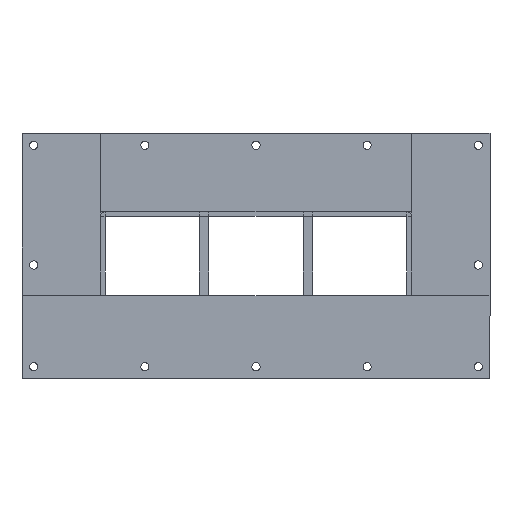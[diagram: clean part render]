
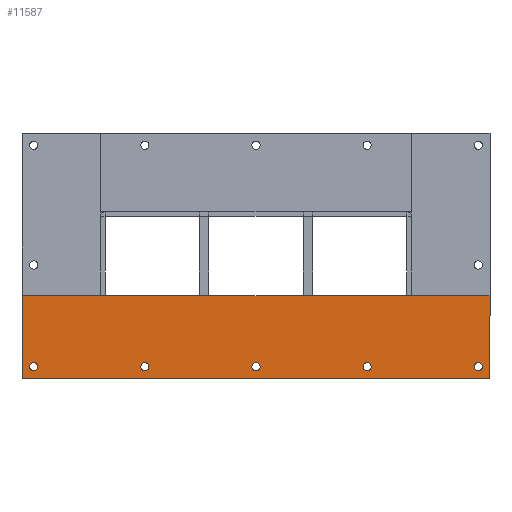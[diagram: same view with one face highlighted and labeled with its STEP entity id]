
A CAD part, left-side view. The second image highlights one B-rep face of the part: STEP entity #11587.
In plain terms, the highlighted planar face has unit normal (-1, 0, 0).
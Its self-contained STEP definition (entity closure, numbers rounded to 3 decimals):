
#901=LINE('',#18417,#1595);
#919=LINE('',#18452,#1613);
#970=LINE('',#18832,#1664);
#971=LINE('',#18834,#1665);
#972=LINE('',#18836,#1666);
#973=LINE('',#18837,#1667);
#974=LINE('',#18838,#1668);
#975=LINE('',#18840,#1669);
#976=LINE('',#18842,#1670);
#977=LINE('',#18843,#1671);
#1595=VECTOR('',#14683,10.);
#1613=VECTOR('',#14715,10.);
#1664=VECTOR('',#14964,10.);
#1665=VECTOR('',#14965,10.);
#1666=VECTOR('',#14966,10.);
#1667=VECTOR('',#14967,10.);
#1668=VECTOR('',#14968,10.);
#1669=VECTOR('',#14969,10.);
#1670=VECTOR('',#14970,10.);
#1671=VECTOR('',#14971,10.);
#2152=FACE_BOUND('',#3492,.T.);
#2153=FACE_BOUND('',#3493,.T.);
#2154=FACE_BOUND('',#3494,.T.);
#2155=FACE_BOUND('',#3495,.T.);
#2156=FACE_BOUND('',#3496,.T.);
#2681=FACE_OUTER_BOUND('',#3491,.T.);
#3491=EDGE_LOOP('',(#8629,#8630,#8631,#8632,#8633,#8634,#8635,#8636,#8637,
#8638));
#3492=EDGE_LOOP('',(#8639));
#3493=EDGE_LOOP('',(#8640));
#3494=EDGE_LOOP('',(#8641));
#3495=EDGE_LOOP('',(#8642));
#3496=EDGE_LOOP('',(#8643));
#4204=CIRCLE('',#12636,5.25);
#4205=CIRCLE('',#12637,5.25);
#4206=CIRCLE('',#12638,5.25);
#4207=CIRCLE('',#12639,5.25);
#4208=CIRCLE('',#12640,5.25);
#4899=VERTEX_POINT('',#18414);
#4900=VERTEX_POINT('',#18416);
#4907=VERTEX_POINT('',#18437);
#4909=VERTEX_POINT('',#18446);
#4995=VERTEX_POINT('',#18830);
#4996=VERTEX_POINT('',#18831);
#4997=VERTEX_POINT('',#18833);
#4998=VERTEX_POINT('',#18835);
#4999=VERTEX_POINT('',#18839);
#5000=VERTEX_POINT('',#18841);
#5001=VERTEX_POINT('',#18844);
#5002=VERTEX_POINT('',#18846);
#5003=VERTEX_POINT('',#18848);
#5004=VERTEX_POINT('',#18850);
#5005=VERTEX_POINT('',#18852);
#6135=EDGE_CURVE('',#4900,#4899,#901,.F.);
#6153=EDGE_CURVE('',#4907,#4909,#919,.T.);
#6288=EDGE_CURVE('',#4995,#4996,#970,.T.);
#6289=EDGE_CURVE('',#4997,#4995,#971,.T.);
#6290=EDGE_CURVE('',#4998,#4997,#972,.T.);
#6291=EDGE_CURVE('',#4900,#4998,#973,.T.);
#6292=EDGE_CURVE('',#4909,#4899,#974,.T.);
#6293=EDGE_CURVE('',#4999,#4907,#975,.T.);
#6294=EDGE_CURVE('',#5000,#4999,#976,.T.);
#6295=EDGE_CURVE('',#4996,#5000,#977,.T.);
#6296=EDGE_CURVE('',#5001,#5001,#4204,.T.);
#6297=EDGE_CURVE('',#5002,#5002,#4205,.T.);
#6298=EDGE_CURVE('',#5003,#5003,#4206,.T.);
#6299=EDGE_CURVE('',#5004,#5004,#4207,.T.);
#6300=EDGE_CURVE('',#5005,#5005,#4208,.T.);
#8629=ORIENTED_EDGE('',*,*,#6288,.F.);
#8630=ORIENTED_EDGE('',*,*,#6289,.F.);
#8631=ORIENTED_EDGE('',*,*,#6290,.F.);
#8632=ORIENTED_EDGE('',*,*,#6291,.F.);
#8633=ORIENTED_EDGE('',*,*,#6135,.T.);
#8634=ORIENTED_EDGE('',*,*,#6292,.F.);
#8635=ORIENTED_EDGE('',*,*,#6153,.F.);
#8636=ORIENTED_EDGE('',*,*,#6293,.F.);
#8637=ORIENTED_EDGE('',*,*,#6294,.F.);
#8638=ORIENTED_EDGE('',*,*,#6295,.F.);
#8639=ORIENTED_EDGE('',*,*,#6296,.T.);
#8640=ORIENTED_EDGE('',*,*,#6297,.T.);
#8641=ORIENTED_EDGE('',*,*,#6298,.T.);
#8642=ORIENTED_EDGE('',*,*,#6299,.T.);
#8643=ORIENTED_EDGE('',*,*,#6300,.T.);
#10239=PLANE('',#12635);
#11587=ADVANCED_FACE('',(#2681,#2152,#2153,#2154,#2155,#2156),#10239,.F.);
#12635=AXIS2_PLACEMENT_3D('',#18829,#14962,#14963);
#12636=AXIS2_PLACEMENT_3D('',#18845,#14972,#14973);
#12637=AXIS2_PLACEMENT_3D('',#18847,#14974,#14975);
#12638=AXIS2_PLACEMENT_3D('',#18849,#14976,#14977);
#12639=AXIS2_PLACEMENT_3D('',#18851,#14978,#14979);
#12640=AXIS2_PLACEMENT_3D('',#18853,#14980,#14981);
#14683=DIRECTION('',(0.,-1.,0.));
#14715=DIRECTION('',(0.,-1.,0.));
#14962=DIRECTION('center_axis',(1.,0.,0.));
#14963=DIRECTION('ref_axis',(0.,-1.,0.));
#14964=DIRECTION('',(0.,-1.,0.));
#14965=DIRECTION('',(0.,0.,1.));
#14966=DIRECTION('',(0.,1.,0.));
#14967=DIRECTION('',(0.,0.,-1.));
#14968=DIRECTION('',(0.,-1.,0.));
#14969=DIRECTION('',(0.,-1.,0.));
#14970=DIRECTION('',(0.,-1.,0.));
#14971=DIRECTION('',(0.,-1.,0.));
#14972=DIRECTION('center_axis',(1.,0.,0.));
#14973=DIRECTION('ref_axis',(0.,-1.,0.));
#14974=DIRECTION('center_axis',(1.,0.,0.));
#14975=DIRECTION('ref_axis',(0.,-1.,0.));
#14976=DIRECTION('center_axis',(1.,0.,0.));
#14977=DIRECTION('ref_axis',(0.,-1.,0.));
#14978=DIRECTION('center_axis',(1.,0.,0.));
#14979=DIRECTION('ref_axis',(0.,-1.,0.));
#14980=DIRECTION('center_axis',(1.,0.,0.));
#14981=DIRECTION('ref_axis',(0.,-1.,0.));
#18414=CARTESIAN_POINT('',(0.,6.,-113.));
#18416=CARTESIAN_POINT('',(0.,-100.,-113.));
#18417=CARTESIAN_POINT('',(0.,-75.,-113.));
#18437=CARTESIAN_POINT('',(0.,138.5,-113.));
#18446=CARTESIAN_POINT('',(0.,126.5,-113.));
#18452=CARTESIAN_POINT('',(0.,126.5,-113.));
#18829=CARTESIAN_POINT('Origin',(0.,198.75,-166.));
#18830=CARTESIAN_POINT('',(0.,497.5,-113.));
#18831=CARTESIAN_POINT('',(0.,391.5,-113.));
#18832=CARTESIAN_POINT('',(0.,497.5,-113.));
#18833=CARTESIAN_POINT('',(0.,497.5,-219.));
#18834=CARTESIAN_POINT('',(0.,497.5,-219.));
#18835=CARTESIAN_POINT('',(0.,-100.,-219.));
#18836=CARTESIAN_POINT('',(0.,-100.,-219.));
#18837=CARTESIAN_POINT('',(0.,-100.,-113.));
#18838=CARTESIAN_POINT('',(0.,497.5,-113.));
#18839=CARTESIAN_POINT('',(0.,259.,-113.));
#18840=CARTESIAN_POINT('',(0.,497.5,-113.));
#18841=CARTESIAN_POINT('',(0.,271.,-113.));
#18842=CARTESIAN_POINT('',(0.,497.5,-113.));
#18843=CARTESIAN_POINT('',(0.,497.5,-113.));
#18844=CARTESIAN_POINT('',(0.,62.125,-204.));
#18845=CARTESIAN_POINT('Origin',(0.,56.875,
-204.));
#18846=CARTESIAN_POINT('',(0.,345.875,-204.));
#18847=CARTESIAN_POINT('Origin',(0.,340.625,-204.));
#18848=CARTESIAN_POINT('',(0.,487.75,-204.));
#18849=CARTESIAN_POINT('Origin',(0.,482.5,-204.));
#18850=CARTESIAN_POINT('',(0.,204.,-204.));
#18851=CARTESIAN_POINT('Origin',(0.,198.75,-204.));
#18852=CARTESIAN_POINT('',(0.,-79.75,-204.));
#18853=CARTESIAN_POINT('Origin',(0.,-85.,
-204.));
